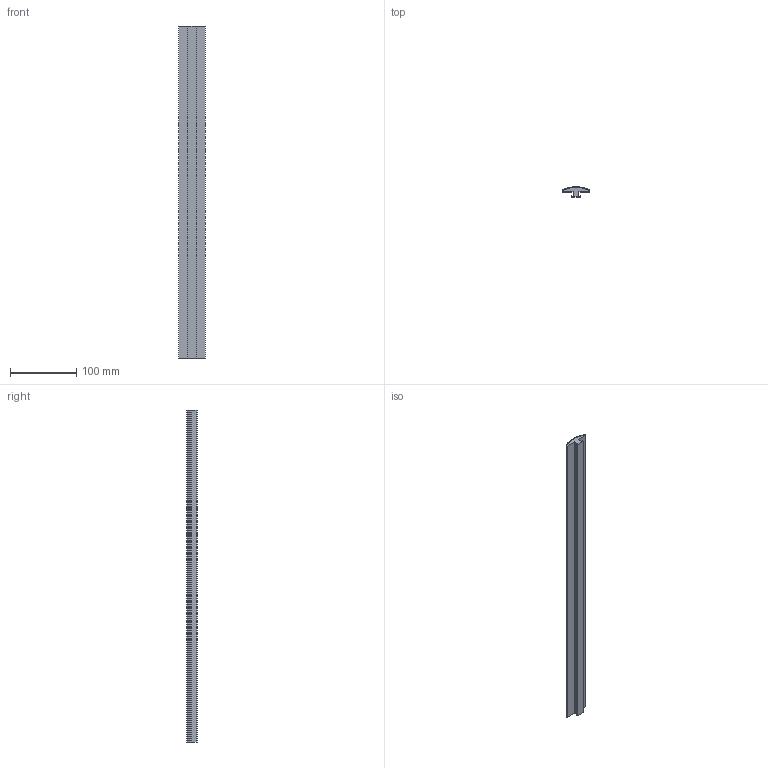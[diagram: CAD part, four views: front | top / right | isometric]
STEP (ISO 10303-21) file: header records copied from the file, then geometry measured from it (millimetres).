
FILE_DESCRIPTION (( 'STEP AP203' ), '1' );
FILE_NAME ('AL-3842994979 Ðåçèíîâàÿ íàêëàäêà.STEP', '2024-08-19T06:14:26', ( '' ), ( '' ), 'SwSTEP 2.0', 'SolidWorks 2021', '' );
FILE_SCHEMA (( 'CONFIG_CONTROL_DESIGN' ));
Length unit declared in the file: millimetre
Products named in the file (1): AL-3842994979 Ðåçèíîâàÿ íàêëàäêà
Bounding box: 40.33 x 15.2 x 500 mm (x, y, z)
Volume: 143104.7 mm3; surface area: 65692.8 mm2
Topology: 1 solids, 1 shells, 204 faces, 606 edges, 404 vertices
Faces by surface type: cylinder 145, plane 59
Entity records: 7057 total; most frequent: DIRECTION 1306, CARTESIAN_POINT 1215, ORIENTED_EDGE 1212, EDGE_CURVE 606, AXIS2_PLACEMENT_3D 495, VERTEX_POINT 404, VECTOR 316, LINE 316
